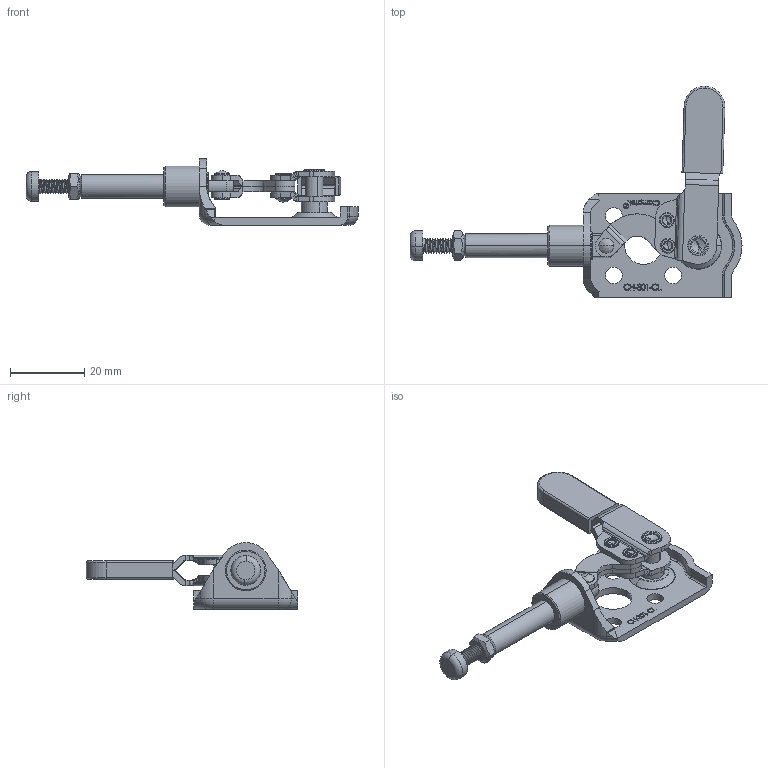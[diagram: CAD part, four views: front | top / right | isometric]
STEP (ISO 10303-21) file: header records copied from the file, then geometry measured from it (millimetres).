
FILE_DESCRIPTION (( 'STEP AP203' ), '1' );
FILE_NAME ('CH-301-CL.STEP', '2017-11-28T12:35:03', ( 'Windows' ), ( 'Microsoft' ), 'SwSTEP 2.0', 'SolidWorks 2015', '' );
FILE_SCHEMA (( 'CONFIG_CONTROL_DESIGN' ));
Length unit declared in the file: millimetre
Products named in the file (10): 階粣; 蹟譫; 揤芛蹟佪; 蟀; 忒梟; 酗穩; 笢穩; CH-301-CL菁釱; CH-301-CL; 絳芠
Assembly tree (10 placements, depth 2):
  CH-301-CL
    CH-301-CL菁釱
    絳芠
    階粣
    蹟譫
    揤芛蹟佪
    蟀
    忒梟
    酗穩
    笢穩  x2
Bounding box: 89.48 x 56.96 x 18 mm (x, y, z)
Volume: 7780.6 mm3; surface area: 11029.4 mm2
Topology: 15 solids, 15 shells, 668 faces, 1680 edges, 1069 vertices
Faces by surface type: plane 270, cylinder 176, bspline 127, torus 50, cone 45
Entity records: 32201 total; most frequent: CARTESIAN_POINT 16311, ORIENTED_EDGE 3240, DIRECTION 2766, EDGE_CURVE 1620, VERTEX_POINT 1043, AXIS2_PLACEMENT_3D 948, LINE 870, VECTOR 870
